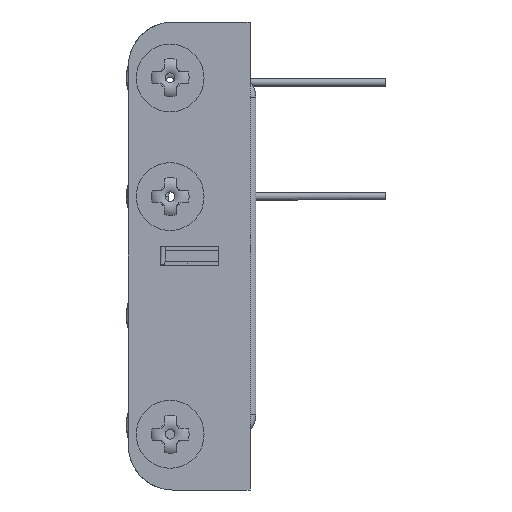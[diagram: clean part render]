
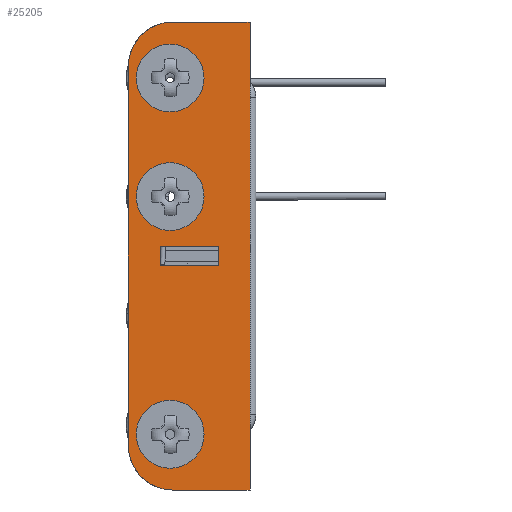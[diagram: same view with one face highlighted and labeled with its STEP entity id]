
A CAD part, left-side view. The second image highlights one B-rep face of the part: STEP entity #25205.
In plain terms, the highlighted planar face has unit normal (-1, 0, 0).
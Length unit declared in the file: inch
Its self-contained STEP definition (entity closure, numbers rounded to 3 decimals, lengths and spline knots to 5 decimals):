
#147 = AXIS2_PLACEMENT_3D ( 'NONE', #23020, #4317, #26179 ) ;
#249 = ORIENTED_EDGE ( 'NONE', *, *, #5281, .F. ) ;
#1403 = VECTOR ( 'NONE', #18116, 39.37008 ) ;
#1744 = EDGE_CURVE ( 'NONE', #3035, #30096, #30765, .T. ) ;
#1760 = CARTESIAN_POINT ( 'NONE',  ( -0.86402, -0.39681, 0.98019 ) ) ;
#1786 = EDGE_LOOP ( 'NONE', ( #30610 ) ) ;
#2122 = VERTEX_POINT ( 'NONE', #7731 ) ;
#2616 = EDGE_CURVE ( 'NONE', #30096, #9126, #28971, .T. ) ;
#3035 = VERTEX_POINT ( 'NONE', #8892 ) ;
#4317 = DIRECTION ( 'NONE',  ( 1., 0., 0. ) ) ;
#4533 = VERTEX_POINT ( 'NONE', #33043 ) ;
#4561 = LINE ( 'NONE', #30489, #28534 ) ;
#4658 = FACE_BOUND ( 'NONE', #4861, .T. ) ;
#4766 = ORIENTED_EDGE ( 'NONE', *, *, #27298, .F. ) ;
#4858 = DIRECTION ( 'NONE',  ( 0., 0., 1. ) ) ;
#4861 = EDGE_LOOP ( 'NONE', ( #15898 ) ) ;
#4989 = VECTOR ( 'NONE', #4858, 39.37008 ) ;
#5064 = CARTESIAN_POINT ( 'NONE',  ( -0.86402, -0.0725, 0.98019 ) ) ;
#5281 = EDGE_CURVE ( 'NONE', #38057, #18191, #33764, .T. ) ;
#5672 = FACE_BOUND ( 'NONE', #25164, .T. ) ;
#5683 = EDGE_CURVE ( 'NONE', #9126, #39834, #23820, .T. ) ;
#5858 = ORIENTED_EDGE ( 'NONE', *, *, #5683, .F. ) ;
#6280 = CARTESIAN_POINT ( 'NONE',  ( -0.86402, -0.0725, -0.80081 ) ) ;
#6842 = CARTESIAN_POINT ( 'NONE',  ( -0.86402, -0.39681, 0.98019 ) ) ;
#7605 = EDGE_CURVE ( 'NONE', #8249, #3035, #33376, .T. ) ;
#7691 = CARTESIAN_POINT ( 'NONE',  ( -0.86402, -0.06081, 0.24594 ) ) ;
#7731 = CARTESIAN_POINT ( 'NONE',  ( -0.86402, -0.06081, 0.88733 ) ) ;
#7868 = CIRCLE ( 'NONE', #26679, 0.14272 ) ;
#8249 = VERTEX_POINT ( 'NONE', #14047 ) ;
#8892 = CARTESIAN_POINT ( 'NONE',  ( -0.86402, -0.0725, -0.98831 ) ) ;
#9126 = VERTEX_POINT ( 'NONE', #36858 ) ;
#9478 = DIRECTION ( 'NONE',  ( 0., 0., -1. ) ) ;
#9549 = CARTESIAN_POINT ( 'NONE',  ( -0.86402, 0.115, -0.80081 ) ) ;
#9804 = LINE ( 'NONE', #37740, #18110 ) ;
#10536 = DIRECTION ( 'NONE',  ( 0., 1., 0. ) ) ;
#10553 = VECTOR ( 'NONE', #35436, 39.37008 ) ;
#10842 = DIRECTION ( 'NONE',  ( 0., 0., 1. ) ) ;
#10989 = DIRECTION ( 'NONE',  ( 1., 0., 0. ) ) ;
#11374 = VERTEX_POINT ( 'NONE', #27256 ) ;
#11693 = LINE ( 'NONE', #31745, #39580 ) ;
#12278 = EDGE_CURVE ( 'NONE', #2122, #2122, #7868, .T. ) ;
#12311 = PLANE ( 'NONE',  #40462 ) ;
#13128 = CARTESIAN_POINT ( 'NONE',  ( -0.86402, -0.06081, 0.74462 ) ) ;
#13534 = CARTESIAN_POINT ( 'NONE',  ( -0.86402, -0.39681, 0.98019 ) ) ;
#14047 = CARTESIAN_POINT ( 'NONE',  ( -0.86402, -0.39681, -0.98831 ) ) ;
#14437 = CARTESIAN_POINT ( 'NONE',  ( -0.86402, -0.01931, 0.03594 ) ) ;
#14884 = DIRECTION ( 'NONE',  ( 0., 0., 1. ) ) ;
#15830 = DIRECTION ( 'NONE',  ( 0., -1., 0. ) ) ;
#15898 = ORIENTED_EDGE ( 'NONE', *, *, #12278, .F. ) ;
#16254 = DIRECTION ( 'NONE',  ( 0., 0., 1. ) ) ;
#16702 = VECTOR ( 'NONE', #10536, 39.37008 ) ;
#17203 = DIRECTION ( 'NONE',  ( -1., 0., 0. ) ) ;
#17859 = CIRCLE ( 'NONE', #25237, 0.14272 ) ;
#18110 = VECTOR ( 'NONE', #15830, 39.37008 ) ;
#18116 = DIRECTION ( 'NONE',  ( 0., 0., -1. ) ) ;
#18191 = VERTEX_POINT ( 'NONE', #22385 ) ;
#19649 = EDGE_CURVE ( 'NONE', #18191, #23771, #9804, .T. ) ;
#19889 = VERTEX_POINT ( 'NONE', #23441 ) ;
#21333 = FACE_BOUND ( 'NONE', #1786, .T. ) ;
#21530 = AXIS2_PLACEMENT_3D ( 'NONE', #29712, #10989, #32877 ) ;
#21913 = EDGE_CURVE ( 'NONE', #4533, #4533, #24573, .T. ) ;
#22385 = CARTESIAN_POINT ( 'NONE',  ( -0.86402, -0.01931, -0.04406 ) ) ;
#23020 = CARTESIAN_POINT ( 'NONE',  ( -0.86402, -0.0725, 0.79269 ) ) ;
#23441 = CARTESIAN_POINT ( 'NONE',  ( -0.86402, -0.26431, 0.03594 ) ) ;
#23556 = CARTESIAN_POINT ( 'NONE',  ( -0.86402, 0.115, -0.80081 ) ) ;
#23603 = DIRECTION ( 'NONE',  ( 0., -1., 0. ) ) ;
#23771 = VERTEX_POINT ( 'NONE', #25081 ) ;
#23820 = CIRCLE ( 'NONE', #147, 0.1875 ) ;
#23966 = ORIENTED_EDGE ( 'NONE', *, *, #40336, .F. ) ;
#24573 = CIRCLE ( 'NONE', #33759, 0.14272 ) ;
#24804 = ORIENTED_EDGE ( 'NONE', *, *, #19649, .F. ) ;
#24836 = LINE ( 'NONE', #1760, #40525 ) ;
#25081 = CARTESIAN_POINT ( 'NONE',  ( -0.86402, -0.26431, -0.04406 ) ) ;
#25164 = EDGE_LOOP ( 'NONE', ( #33323 ) ) ;
#25205 = ADVANCED_FACE ( 'NONE', ( #4658, #5672, #21333, #37967, #37019 ), #12311, .F. ) ;
#25237 = AXIS2_PLACEMENT_3D ( 'NONE', #7691, #29557, #10842 ) ;
#25280 = EDGE_LOOP ( 'NONE', ( #39419, #40593, #30134, #31633, #5858, #39637 ) ) ;
#26179 = DIRECTION ( 'NONE',  ( 0., 0., 1. ) ) ;
#26679 = AXIS2_PLACEMENT_3D ( 'NONE', #13128, #35028, #16254 ) ;
#27256 = CARTESIAN_POINT ( 'NONE',  ( -0.86402, -0.06081, 0.38866 ) ) ;
#27298 = EDGE_CURVE ( 'NONE', #19889, #38057, #11693, .T. ) ;
#27363 = VERTEX_POINT ( 'NONE', #6842 ) ;
#27569 = EDGE_CURVE ( 'NONE', #39834, #27363, #24836, .T. ) ;
#28149 = LINE ( 'NONE', #13534, #10553 ) ;
#28152 = DIRECTION ( 'NONE',  ( 1., 0., 0. ) ) ;
#28534 = VECTOR ( 'NONE', #14884, 39.37008 ) ;
#28971 = LINE ( 'NONE', #23556, #4989 ) ;
#29243 = CARTESIAN_POINT ( 'NONE',  ( -0.86402, -0.39681, -0.98831 ) ) ;
#29557 = DIRECTION ( 'NONE',  ( -1., 0., 0. ) ) ;
#29712 = CARTESIAN_POINT ( 'NONE',  ( -0.86402, -0.0725, -0.80081 ) ) ;
#30096 = VERTEX_POINT ( 'NONE', #9549 ) ;
#30134 = ORIENTED_EDGE ( 'NONE', *, *, #33549, .F. ) ;
#30489 = CARTESIAN_POINT ( 'NONE',  ( -0.86402, -0.26431, 0.03594 ) ) ;
#30610 = ORIENTED_EDGE ( 'NONE', *, *, #21913, .F. ) ;
#30765 = CIRCLE ( 'NONE', #21530, 0.1875 ) ;
#31633 = ORIENTED_EDGE ( 'NONE', *, *, #27569, .F. ) ;
#31745 = CARTESIAN_POINT ( 'NONE',  ( -0.86402, -0.01931, 0.03594 ) ) ;
#32877 = DIRECTION ( 'NONE',  ( 0., 0., -1. ) ) ;
#33043 = CARTESIAN_POINT ( 'NONE',  ( -0.86402, -0.06081, -0.61134 ) ) ;
#33323 = ORIENTED_EDGE ( 'NONE', *, *, #38384, .F. ) ;
#33376 = LINE ( 'NONE', #29243, #16702 ) ;
#33549 = EDGE_CURVE ( 'NONE', #27363, #8249, #28149, .T. ) ;
#33723 = CARTESIAN_POINT ( 'NONE',  ( -0.86402, -0.01931, -0.04406 ) ) ;
#33759 = AXIS2_PLACEMENT_3D ( 'NONE', #35948, #17203, #39079 ) ;
#33764 = LINE ( 'NONE', #33723, #1403 ) ;
#34907 = DIRECTION ( 'NONE',  ( 0., 1., 0. ) ) ;
#35028 = DIRECTION ( 'NONE',  ( -1., 0., 0. ) ) ;
#35436 = DIRECTION ( 'NONE',  ( 0., 0., -1. ) ) ;
#35948 = CARTESIAN_POINT ( 'NONE',  ( -0.86402, -0.06081, -0.75406 ) ) ;
#36412 = EDGE_LOOP ( 'NONE', ( #23966, #24804, #249, #4766 ) ) ;
#36858 = CARTESIAN_POINT ( 'NONE',  ( -0.86402, 0.115, 0.79269 ) ) ;
#37019 = FACE_OUTER_BOUND ( 'NONE', #25280, .T. ) ;
#37740 = CARTESIAN_POINT ( 'NONE',  ( -0.86402, -0.01931, -0.04406 ) ) ;
#37967 = FACE_BOUND ( 'NONE', #36412, .T. ) ;
#38057 = VERTEX_POINT ( 'NONE', #14437 ) ;
#38384 = EDGE_CURVE ( 'NONE', #11374, #11374, #17859, .T. ) ;
#39079 = DIRECTION ( 'NONE',  ( 0., 0., 1. ) ) ;
#39419 = ORIENTED_EDGE ( 'NONE', *, *, #1744, .F. ) ;
#39580 = VECTOR ( 'NONE', #34907, 39.37008 ) ;
#39637 = ORIENTED_EDGE ( 'NONE', *, *, #2616, .F. ) ;
#39834 = VERTEX_POINT ( 'NONE', #5064 ) ;
#40336 = EDGE_CURVE ( 'NONE', #23771, #19889, #4561, .T. ) ;
#40462 = AXIS2_PLACEMENT_3D ( 'NONE', #6280, #28152, #9478 ) ;
#40525 = VECTOR ( 'NONE', #23603, 39.37008 ) ;
#40593 = ORIENTED_EDGE ( 'NONE', *, *, #7605, .F. ) ;
